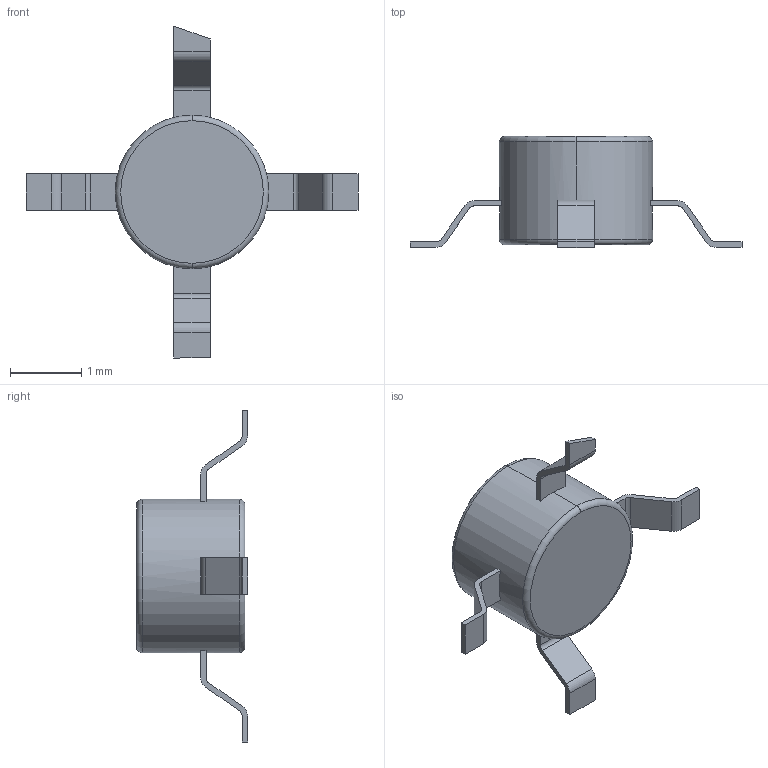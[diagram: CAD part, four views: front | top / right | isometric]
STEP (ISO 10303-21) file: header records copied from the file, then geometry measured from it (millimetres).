
FILE_DESCRIPTION (( 'STEP AP214' ), '1' );
FILE_NAME ('User Library-ERA-8SM.STEP', '2019-06-06T10:19:32', ( '' ), ( '' ), 'SwSTEP 2.0', 'SolidWorks 2019', '' );
FILE_SCHEMA (( 'AUTOMOTIVE_DESIGN' ));
Length unit declared in the file: inch
Products named in the file (1): User Library-ERA-8SM
Bounding box: 4.67 x 1.56 x 4.67 mm (x, y, z)
Volume: 5.8 mm3; surface area: 24.4 mm2
Topology: 1 solids, 1 shells, 96 faces, 257 edges, 170 vertices
Faces by surface type: plane 55, cylinder 20, bspline 17, torus 4
Entity records: 4089 total; most frequent: CARTESIAN_POINT 1573, ORIENTED_EDGE 514, DIRECTION 443, EDGE_CURVE 257, VERTEX_POINT 170, VECTOR 163, LINE 163, AXIS2_PLACEMENT_3D 140
